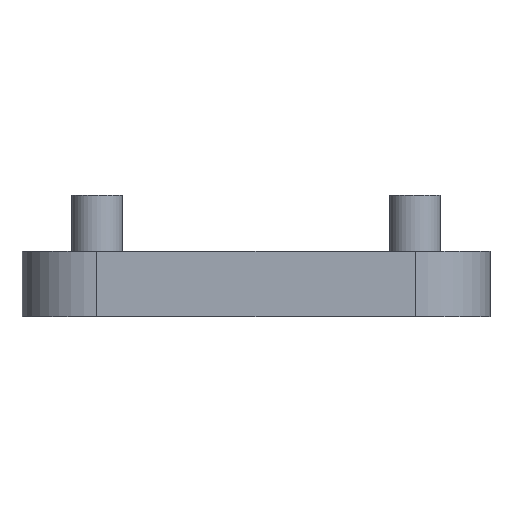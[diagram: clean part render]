
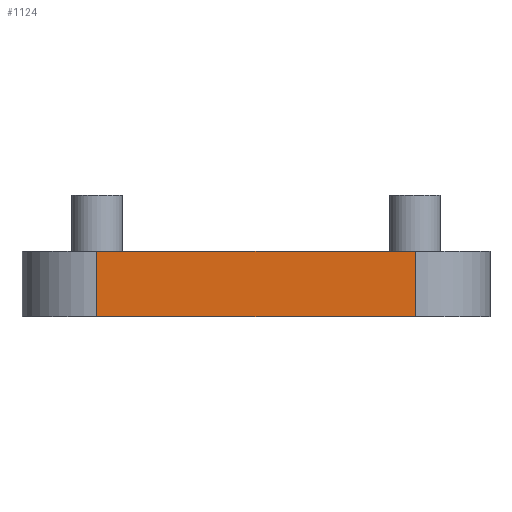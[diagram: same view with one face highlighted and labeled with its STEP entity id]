
A CAD part, front view. The second image highlights one B-rep face of the part: STEP entity #1124.
In plain terms, the highlighted planar face has unit normal (0, -1, 0).
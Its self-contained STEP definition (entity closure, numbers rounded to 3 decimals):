
#52 = ORIENTED_EDGE ( 'NONE', *, *, #1060, .F. ) ;
#93 = CARTESIAN_POINT ( 'NONE',  ( 17., -31., 57.636 ) ) ;
#138 = EDGE_LOOP ( 'NONE', ( #155, #1590, #1878, #52 ) ) ;
#155 = ORIENTED_EDGE ( 'NONE', *, *, #646, .F. ) ;
#264 = PLANE ( 'NONE',  #1527 ) ;
#424 = LINE ( 'NONE', #93, #676 ) ;
#474 = DIRECTION ( 'NONE',  ( 1., 0., 0. ) ) ;
#579 = VECTOR ( 'NONE', #474, 1000. ) ;
#646 = EDGE_CURVE ( 'NONE', #1194, #1080, #1869, .T. ) ;
#676 = VECTOR ( 'NONE', #1567, 1000. ) ;
#692 = DIRECTION ( 'NONE',  ( 1., 0., 0. ) ) ;
#718 = CARTESIAN_POINT ( 'NONE',  ( -17., -31., 7. ) ) ;
#746 = VERTEX_POINT ( 'NONE', #2089 ) ;
#762 = CARTESIAN_POINT ( 'NONE',  ( -17., -31., 7. ) ) ;
#895 = LINE ( 'NONE', #906, #1560 ) ;
#906 = CARTESIAN_POINT ( 'NONE',  ( -17., -31., 57.636 ) ) ;
#930 = DIRECTION ( 'NONE',  ( 0., 1., 0. ) ) ;
#1052 = DIRECTION ( 'NONE',  ( 1., 0., 0. ) ) ;
#1060 = EDGE_CURVE ( 'NONE', #1080, #1112, #424, .T. ) ;
#1080 = VERTEX_POINT ( 'NONE', #1916 ) ;
#1110 = EDGE_CURVE ( 'NONE', #1194, #746, #895, .T. ) ;
#1112 = VERTEX_POINT ( 'NONE', #1553 ) ;
#1124 = ADVANCED_FACE ( 'NONE', ( #1900 ), #264, .F. ) ;
#1194 = VERTEX_POINT ( 'NONE', #762 ) ;
#1229 = DIRECTION ( 'NONE',  ( 0., 0., -1. ) ) ;
#1300 = CARTESIAN_POINT ( 'NONE',  ( -17., -31., 0. ) ) ;
#1338 = VECTOR ( 'NONE', #692, 1000. ) ;
#1527 = AXIS2_PLACEMENT_3D ( 'NONE', #1892, #930, #1052 ) ;
#1545 = EDGE_CURVE ( 'NONE', #746, #1112, #1678, .T. ) ;
#1553 = CARTESIAN_POINT ( 'NONE',  ( 17., -31., 0. ) ) ;
#1560 = VECTOR ( 'NONE', #1229, 1000. ) ;
#1567 = DIRECTION ( 'NONE',  ( 0., 0., -1. ) ) ;
#1590 = ORIENTED_EDGE ( 'NONE', *, *, #1110, .T. ) ;
#1678 = LINE ( 'NONE', #1300, #579 ) ;
#1869 = LINE ( 'NONE', #718, #1338 ) ;
#1878 = ORIENTED_EDGE ( 'NONE', *, *, #1545, .T. ) ;
#1892 = CARTESIAN_POINT ( 'NONE',  ( -17., -31., 57.636 ) ) ;
#1900 = FACE_OUTER_BOUND ( 'NONE', #138, .T. ) ;
#1916 = CARTESIAN_POINT ( 'NONE',  ( 17., -31., 7. ) ) ;
#2089 = CARTESIAN_POINT ( 'NONE',  ( -17., -31., 0. ) ) ;
